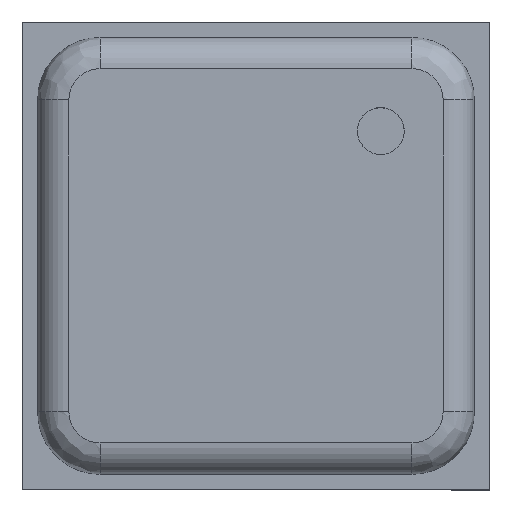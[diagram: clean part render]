
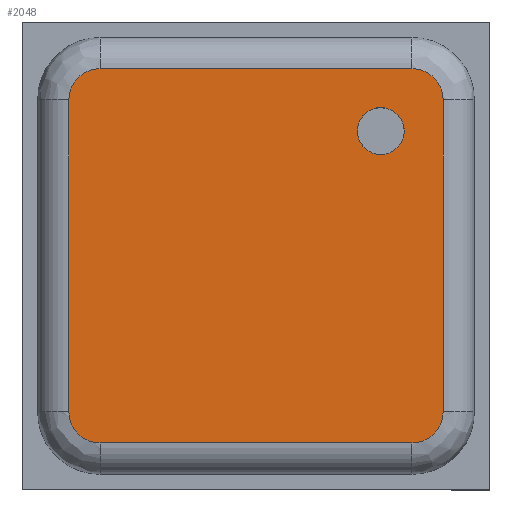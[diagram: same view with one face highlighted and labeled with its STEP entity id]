
A CAD part, top view. The second image highlights one B-rep face of the part: STEP entity #2048.
In plain terms, the highlighted planar face has unit normal (0, 0, 1).
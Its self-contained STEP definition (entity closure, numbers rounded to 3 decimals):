
#27=CIRCLE('',#2239,0.2);
#33=CIRCLE('',#2246,0.2);
#37=CIRCLE('',#2251,0.2);
#41=CIRCLE('',#2256,0.2);
#44=CIRCLE('',#2265,0.15);
#83=FACE_BOUND('',#285,.T.);
#149=FACE_OUTER_BOUND('',#284,.T.);
#284=EDGE_LOOP('',(#1611,#1612,#1613,#1614,#1615,#1616,#1617,#1618));
#285=EDGE_LOOP('',(#1619));
#472=LINE('',#3161,#727);
#474=LINE('',#3181,#729);
#476=LINE('',#3201,#731);
#477=LINE('',#3217,#732);
#727=VECTOR('',#2575,10.);
#729=VECTOR('',#2587,10.);
#731=VECTOR('',#2599,10.);
#732=VECTOR('',#2608,10.);
#941=VERTEX_POINT('',#3149);
#942=VERTEX_POINT('',#3151);
#944=VERTEX_POINT('',#3157);
#946=VERTEX_POINT('',#3171);
#948=VERTEX_POINT('',#3177);
#950=VERTEX_POINT('',#3191);
#952=VERTEX_POINT('',#3197);
#954=VERTEX_POINT('',#3211);
#961=VERTEX_POINT('',#3238);
#1164=EDGE_CURVE('',#941,#942,#27,.T.);
#1169=EDGE_CURVE('',#942,#944,#472,.T.);
#1172=EDGE_CURVE('',#944,#946,#33,.T.);
#1175=EDGE_CURVE('',#946,#948,#474,.T.);
#1178=EDGE_CURVE('',#948,#950,#37,.T.);
#1181=EDGE_CURVE('',#950,#952,#476,.T.);
#1184=EDGE_CURVE('',#952,#954,#41,.T.);
#1185=EDGE_CURVE('',#954,#941,#477,.T.);
#1196=EDGE_CURVE('',#961,#961,#44,.T.);
#1611=ORIENTED_EDGE('',*,*,#1164,.F.);
#1612=ORIENTED_EDGE('',*,*,#1185,.F.);
#1613=ORIENTED_EDGE('',*,*,#1184,.F.);
#1614=ORIENTED_EDGE('',*,*,#1181,.F.);
#1615=ORIENTED_EDGE('',*,*,#1178,.F.);
#1616=ORIENTED_EDGE('',*,*,#1175,.F.);
#1617=ORIENTED_EDGE('',*,*,#1172,.F.);
#1618=ORIENTED_EDGE('',*,*,#1169,.F.);
#1619=ORIENTED_EDGE('',*,*,#1196,.T.);
#1925=PLANE('',#2264);
#2048=ADVANCED_FACE('',(#149,#83),#1925,.T.);
#2239=AXIS2_PLACEMENT_3D('',#3152,#2564,#2565);
#2246=AXIS2_PLACEMENT_3D('',#3175,#2580,#2581);
#2251=AXIS2_PLACEMENT_3D('',#3195,#2592,#2593);
#2256=AXIS2_PLACEMENT_3D('',#3215,#2604,#2605);
#2264=AXIS2_PLACEMENT_3D('',#3237,#2629,#2630);
#2265=AXIS2_PLACEMENT_3D('',#3239,#2631,#2632);
#2564=DIRECTION('center_axis',(0.,0.,-1.));
#2565=DIRECTION('ref_axis',(0.707,-0.707,0.));
#2575=DIRECTION('',(-1.,0.,0.));
#2580=DIRECTION('center_axis',(0.,0.,-1.));
#2581=DIRECTION('ref_axis',(-0.707,-0.707,0.));
#2587=DIRECTION('',(0.,1.,0.));
#2592=DIRECTION('center_axis',(0.,0.,-1.));
#2593=DIRECTION('ref_axis',(-0.707,0.707,0.));
#2599=DIRECTION('',(1.,0.,0.));
#2604=DIRECTION('center_axis',(0.,0.,-1.));
#2605=DIRECTION('ref_axis',(0.707,0.707,0.));
#2608=DIRECTION('',(0.,-1.,0.));
#2629=DIRECTION('center_axis',(0.,0.,1.));
#2630=DIRECTION('ref_axis',(-1.,0.,0.));
#2631=DIRECTION('center_axis',(0.,0.,-1.));
#2632=DIRECTION('ref_axis',(-1.,0.,0.));
#3149=CARTESIAN_POINT('',(1.2,-1.,0.8));
#3151=CARTESIAN_POINT('',(1.,-1.2,0.8));
#3152=CARTESIAN_POINT('Origin',(1.,-1.,0.8));
#3157=CARTESIAN_POINT('',(-1.,-1.2,0.8));
#3161=CARTESIAN_POINT('',(-0.7,-1.2,0.8));
#3171=CARTESIAN_POINT('',(-1.2,-1.,0.8));
#3175=CARTESIAN_POINT('Origin',(-1.,-1.,0.8));
#3177=CARTESIAN_POINT('',(-1.2,1.,0.8));
#3181=CARTESIAN_POINT('',(-1.2,0.7,0.8));
#3191=CARTESIAN_POINT('',(-1.,1.2,0.8));
#3195=CARTESIAN_POINT('Origin',(-1.,1.,0.8));
#3197=CARTESIAN_POINT('',(1.,1.2,0.8));
#3201=CARTESIAN_POINT('',(0.7,1.2,0.8));
#3211=CARTESIAN_POINT('',(1.2,1.,0.8));
#3215=CARTESIAN_POINT('Origin',(1.,1.,0.8));
#3217=CARTESIAN_POINT('',(1.2,-0.7,0.8));
#3237=CARTESIAN_POINT('Origin',(0.,0.,0.8));
#3238=CARTESIAN_POINT('',(-0.65,0.8,0.8));
#3239=CARTESIAN_POINT('Origin',(-0.8,0.8,0.8));
